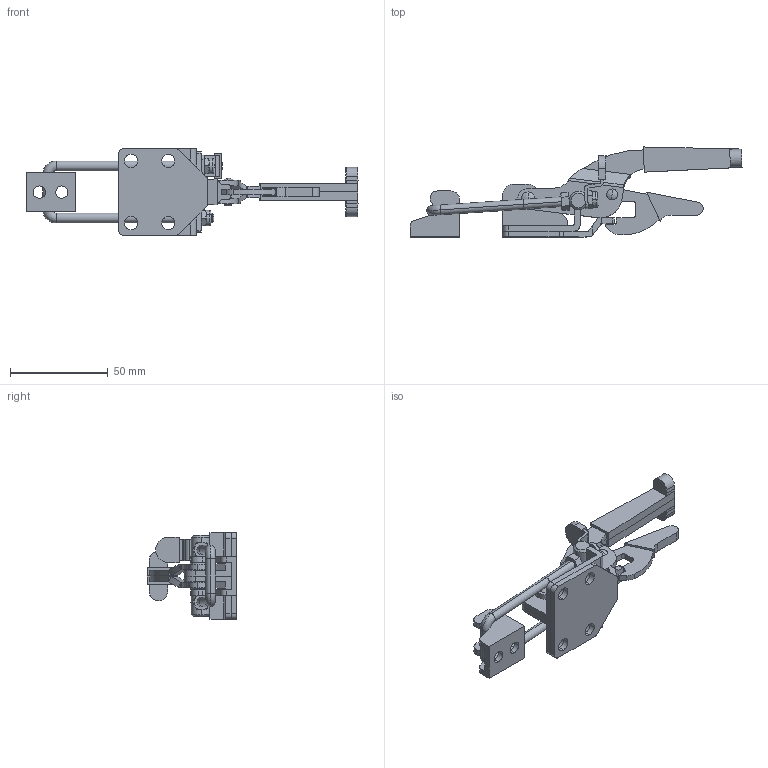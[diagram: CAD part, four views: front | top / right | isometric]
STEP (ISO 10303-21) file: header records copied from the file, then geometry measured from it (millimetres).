
FILE_DESCRIPTION (( 'STEP AP214' ), '1' );
FILE_NAME ('GH-431-RSS(Â²¤Æ).STEP', '2020-07-08T00:26:29', ( 'LinWei' ), ( '' ), 'SwSTEP 2.0', 'SolidWorks 2016', '' );
FILE_SCHEMA (( 'AUTOMOTIVE_DESIGN' ));
Length unit declared in the file: millimetre
Products named in the file (6): 443144-1^GH-431-R(簡化); GH-431-LP-1^GH-431-R(簡化); Group3^GH-431-R(簡化); Group2^GH-431-R(簡化); Group1^GH-431-R(簡化); GH-431-RSS(簡化)
Assembly tree (5 placements, depth 2):
  GH-431-RSS(簡化)
    Group1^GH-431-R(簡化)
    Group2^GH-431-R(簡化)
    Group3^GH-431-R(簡化)
    GH-431-LP-1^GH-431-R(簡化)
    443144-1^GH-431-R(簡化)
Bounding box: 169.56 x 45.96 x 44.4 mm (x, y, z)
Volume: 39932.7 mm3; surface area: 26233.4 mm2
Topology: 7 solids, 7 shells, 450 faces, 1083 edges, 659 vertices
Faces by surface type: plane 177, cylinder 174, cone 71, torus 16, bspline 8, sphere 4
Entity records: 15043 total; most frequent: CARTESIAN_POINT 2928, DIRECTION 2263, ORIENTED_EDGE 2166, EDGE_CURVE 1083, AXIS2_PLACEMENT_3D 858, VERTEX_POINT 659, LINE 547, VECTOR 547
